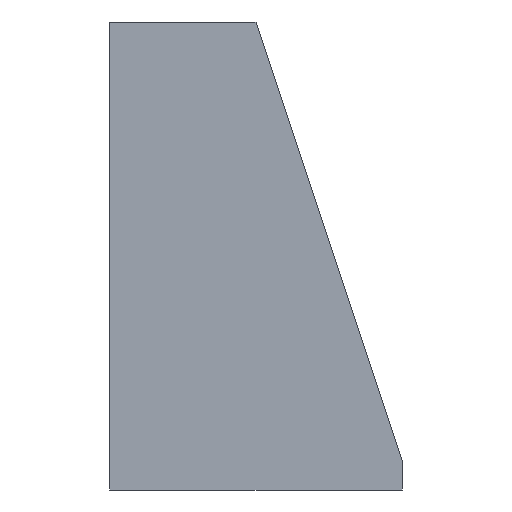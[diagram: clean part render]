
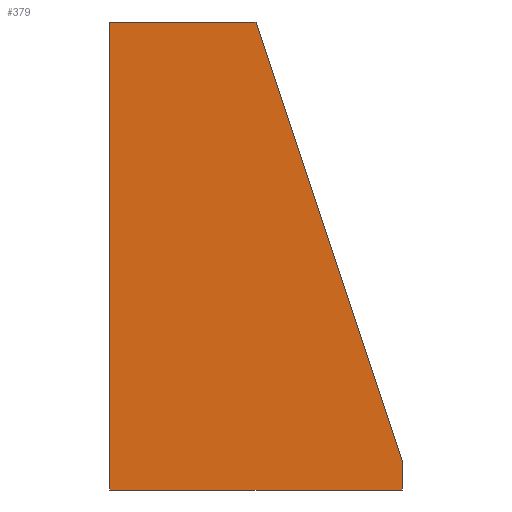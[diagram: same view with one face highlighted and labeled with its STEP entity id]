
A CAD part, front view. The second image highlights one B-rep face of the part: STEP entity #379.
In plain terms, the highlighted planar face has unit normal (0, -1, 0).
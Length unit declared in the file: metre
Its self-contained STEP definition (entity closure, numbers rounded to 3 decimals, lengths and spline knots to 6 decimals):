
#39=ORIENTED_EDGE('',*,*,#137,.F.);
#40=ORIENTED_EDGE('',*,*,#138,.F.);
#41=ORIENTED_EDGE('',*,*,#139,.F.);
#42=ORIENTED_EDGE('',*,*,#140,.T.);
#43=ORIENTED_EDGE('',*,*,#141,.T.);
#137=EDGE_CURVE('',#185,#186,#217,.T.);
#138=EDGE_CURVE('',#187,#185,#218,.T.);
#139=EDGE_CURVE('',#188,#187,#219,.T.);
#140=EDGE_CURVE('',#188,#189,#220,.T.);
#141=EDGE_CURVE('',#189,#186,#221,.T.);
#185=VERTEX_POINT('',#581);
#186=VERTEX_POINT('',#582);
#187=VERTEX_POINT('',#584);
#188=VERTEX_POINT('',#586);
#189=VERTEX_POINT('',#588);
#217=LINE('',#580,#261);
#218=LINE('',#583,#262);
#219=LINE('',#585,#263);
#220=LINE('',#587,#264);
#221=LINE('',#589,#265);
#261=VECTOR('',#470,1.);
#262=VECTOR('',#471,1.);
#263=VECTOR('',#472,1.);
#264=VECTOR('',#473,1.);
#265=VECTOR('',#474,1.);
#297=EDGE_LOOP('',(#39,#40,#41,#42,#43));
#329=FACE_BOUND('',#297,.T.);
#359=PLANE('',#417);
#379=ADVANCED_FACE('',(#329),#359,.T.);
#417=AXIS2_PLACEMENT_3D('',#579,#468,#469);
#468=DIRECTION('',(0.,-1.,0.));
#469=DIRECTION('',(1.,0.,0.));
#470=DIRECTION('',(-1.,0.,0.));
#471=DIRECTION('',(0.,0.,-1.));
#472=DIRECTION('',(0.316,0.,-0.949));
#473=DIRECTION('',(-1.,0.,0.));
#474=DIRECTION('',(0.,0.,-1.));
#579=CARTESIAN_POINT('',(0.,-0.01,0.004));
#580=CARTESIAN_POINT('',(0.,-0.01,0.));
#581=CARTESIAN_POINT('',(0.03,-0.01,0.));
#582=CARTESIAN_POINT('',(-0.01,-0.01,0.));
#583=CARTESIAN_POINT('',(0.03,-0.01,0.004));
#584=CARTESIAN_POINT('',(0.03,-0.01,0.004));
#585=CARTESIAN_POINT('',(0.02,-0.01,0.034));
#586=CARTESIAN_POINT('',(0.01,-0.01,0.064));
#587=CARTESIAN_POINT('',(0.,-0.01,0.064));
#588=CARTESIAN_POINT('',(-0.01,-0.01,0.064));
#589=CARTESIAN_POINT('',(-0.01,-0.01,0.004));
